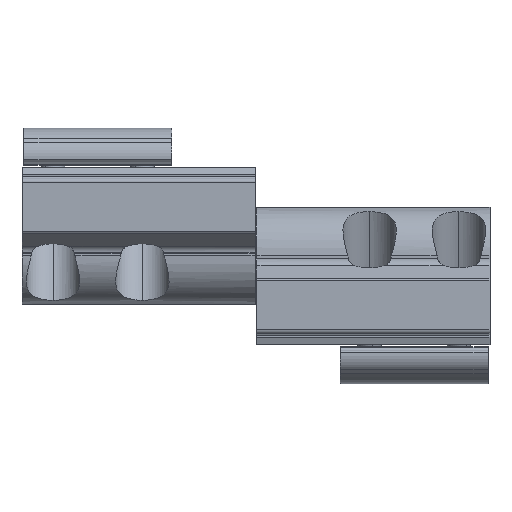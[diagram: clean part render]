
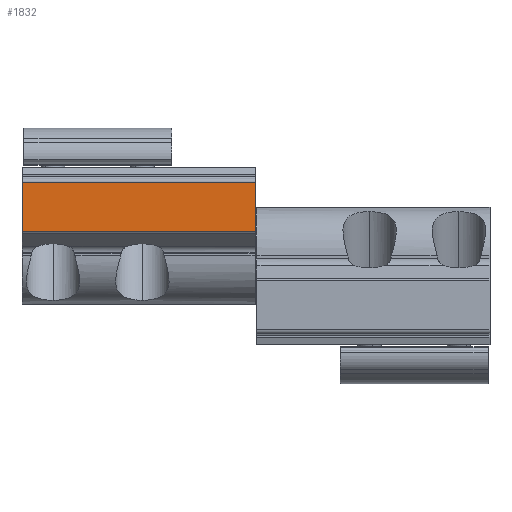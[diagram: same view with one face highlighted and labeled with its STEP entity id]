
A CAD part, top view. The second image highlights one B-rep face of the part: STEP entity #1832.
In plain terms, the highlighted planar face has unit normal (0, 0, 1).
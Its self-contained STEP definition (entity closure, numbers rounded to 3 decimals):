
#47 = DIRECTION ( 'NONE',  ( 0., 0., 1. ) ) ;
#134 = DIRECTION ( 'NONE',  ( -1., 0., 0. ) ) ;
#305 = EDGE_LOOP ( 'NONE', ( #3346, #6269, #1674, #7665 ) ) ;
#709 = VECTOR ( 'NONE', #1446, 1000. ) ;
#714 = PLANE ( 'NONE',  #3859 ) ;
#783 = CARTESIAN_POINT ( 'NONE',  ( -60.5, 39., 19.5 ) ) ;
#1361 = DIRECTION ( 'NONE',  ( 0., 1., 0. ) ) ;
#1364 = EDGE_CURVE ( 'NONE', #5243, #2737, #8118, .T. ) ;
#1446 = DIRECTION ( 'NONE',  ( -1., 0., 0. ) ) ;
#1674 = ORIENTED_EDGE ( 'NONE', *, *, #3004, .T. ) ;
#1756 = CARTESIAN_POINT ( 'NONE',  ( -0.5, 39., 19.5 ) ) ;
#1832 = ADVANCED_FACE ( 'NONE', ( #8378 ), #714, .T. ) ;
#2373 = DIRECTION ( 'NONE',  ( 0., 1., 0. ) ) ;
#2418 = LINE ( 'NONE', #6970, #6451 ) ;
#2737 = VERTEX_POINT ( 'NONE', #783 ) ;
#3004 = EDGE_CURVE ( 'NONE', #5261, #5243, #9826, .T. ) ;
#3346 = ORIENTED_EDGE ( 'NONE', *, *, #5177, .F. ) ;
#3607 = EDGE_CURVE ( 'NONE', #5261, #10561, #2418, .T. ) ;
#3826 = CARTESIAN_POINT ( 'NONE',  ( -0.5, 39., 19.5 ) ) ;
#3859 = AXIS2_PLACEMENT_3D ( 'NONE', #1756, #47, #4187 ) ;
#4187 = DIRECTION ( 'NONE',  ( -1., 0., 0. ) ) ;
#4673 = LINE ( 'NONE', #7205, #6394 ) ;
#5044 = CARTESIAN_POINT ( 'NONE',  ( -0.5, 39., 19.5 ) ) ;
#5177 = EDGE_CURVE ( 'NONE', #10561, #2737, #4673, .T. ) ;
#5243 = VERTEX_POINT ( 'NONE', #5044 ) ;
#5261 = VERTEX_POINT ( 'NONE', #5760 ) ;
#5760 = CARTESIAN_POINT ( 'NONE',  ( -0.5, 26.289, 19.5 ) ) ;
#6269 = ORIENTED_EDGE ( 'NONE', *, *, #3607, .F. ) ;
#6394 = VECTOR ( 'NONE', #1361, 1000. ) ;
#6451 = VECTOR ( 'NONE', #134, 1000. ) ;
#6970 = CARTESIAN_POINT ( 'NONE',  ( -0.5, 26.289, 19.5 ) ) ;
#7205 = CARTESIAN_POINT ( 'NONE',  ( -60.5, 39., 19.5 ) ) ;
#7665 = ORIENTED_EDGE ( 'NONE', *, *, #1364, .T. ) ;
#8118 = LINE ( 'NONE', #3826, #709 ) ;
#8378 = FACE_OUTER_BOUND ( 'NONE', #305, .T. ) ;
#8577 = CARTESIAN_POINT ( 'NONE',  ( -60.5, 26.289, 19.5 ) ) ;
#8738 = VECTOR ( 'NONE', #2373, 1000. ) ;
#9102 = CARTESIAN_POINT ( 'NONE',  ( -0.5, 39., 19.5 ) ) ;
#9826 = LINE ( 'NONE', #9102, #8738 ) ;
#10561 = VERTEX_POINT ( 'NONE', #8577 ) ;
